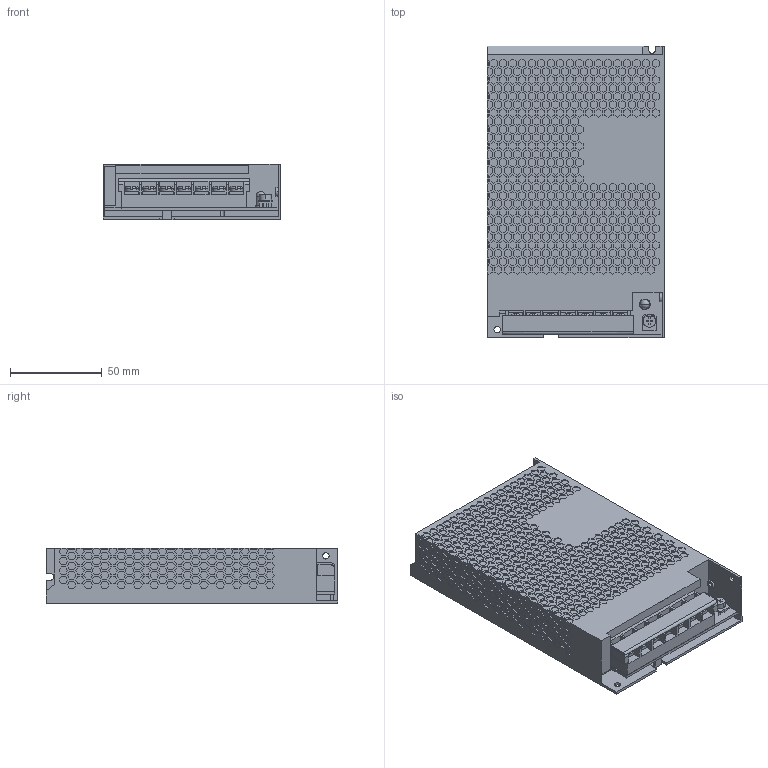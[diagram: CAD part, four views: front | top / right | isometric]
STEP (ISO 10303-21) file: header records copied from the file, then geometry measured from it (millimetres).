
FILE_DESCRIPTION(('CATIA V5 STEP Exchange','CAx-IF Rec.Pracs.--- Model Styling and Organization---1.4--- 2014-01-23'),'2;1');
FILE_NAME ('D1492478_1_2660200290_S3D_PRO_PM_150W_XXX.stp','2021-10-12T12:00:19+00:00',('none'),('Weidmueller'),'CATIA Version 5-6 Release 2016 SP3 HF44','CATIA V5 STEP AP214','none');
FILE_SCHEMA(('AUTOMOTIVE_DESIGN { 1 0 10303 214 1 1 1 1 }'));
Products named in the file (1): S3D_PRO_PM_150W_XXX
Bounding box: 97 x 159 x 30 mm (x, y, z)
Volume: 397718.4 mm3; surface area: 69469.5 mm2
Topology: 16 solids, 16 shells, 4000 faces, 10383 edges, 6923 vertices
Faces by surface type: plane 3883, cylinder 84, torus 28, extrusion 3, sphere 2
Entity records: 108012 total; most frequent: ORIENTED_EDGE 20762, CARTESIAN_POINT 18378, DIRECTION 12014, EDGE_CURVE 10381, VECTOR 10077, LINE 10074, VERTEX_POINT 6923, EDGE_LOOP 4519
